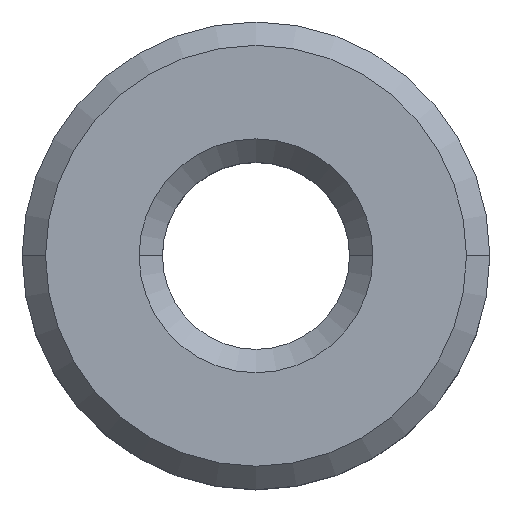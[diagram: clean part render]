
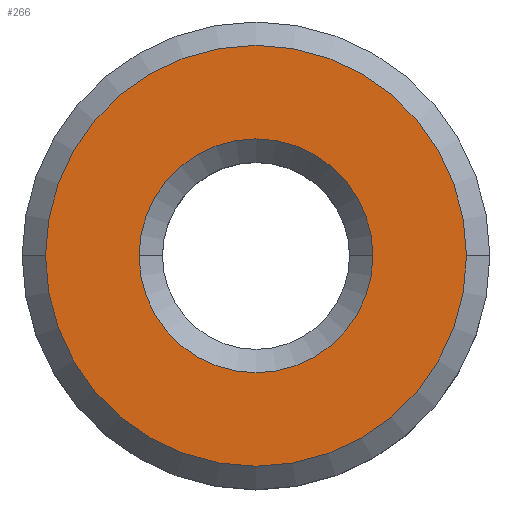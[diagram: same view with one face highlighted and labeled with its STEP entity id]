
A CAD part, top view. The second image highlights one B-rep face of the part: STEP entity #266.
In plain terms, the highlighted planar face has unit normal (0, 0, 1).
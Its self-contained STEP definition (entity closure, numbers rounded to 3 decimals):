
#12 = DIRECTION ( 'NONE',  ( 1., 0., 0. ) ) ;
#16 = AXIS2_PLACEMENT_3D ( 'NONE', #131, #156, #312 ) ;
#36 = VERTEX_POINT ( 'NONE', #284 ) ;
#38 = DIRECTION ( 'NONE',  ( 0., 0., 1. ) ) ;
#39 = DIRECTION ( 'NONE',  ( 1., 0., 0. ) ) ;
#44 = CARTESIAN_POINT ( 'NONE',  ( -28.196, 6.261, 10. ) ) ;
#59 = EDGE_CURVE ( 'NONE', #36, #286, #195, .T. ) ;
#68 = VERTEX_POINT ( 'NONE', #407 ) ;
#71 = CARTESIAN_POINT ( 'NONE',  ( -28.196, 6.261, 10. ) ) ;
#74 = DIRECTION ( 'NONE',  ( 1., 0., 0. ) ) ;
#80 = AXIS2_PLACEMENT_3D ( 'NONE', #44, #300, #12 ) ;
#88 = CARTESIAN_POINT ( 'NONE',  ( -19.196, 6.261, 10. ) ) ;
#115 = DIRECTION ( 'NONE',  ( 0., 0., -1. ) ) ;
#126 = AXIS2_PLACEMENT_3D ( 'NONE', #293, #220, #290 ) ;
#127 = ORIENTED_EDGE ( 'NONE', *, *, #363, .T. ) ;
#131 = CARTESIAN_POINT ( 'NONE',  ( -28.196, 6.261, 10. ) ) ;
#155 = ORIENTED_EDGE ( 'NONE', *, *, #326, .T. ) ;
#156 = DIRECTION ( 'NONE',  ( 0., 0., -1. ) ) ;
#174 = ORIENTED_EDGE ( 'NONE', *, *, #230, .T. ) ;
#195 = CIRCLE ( 'NONE', #16, 5. ) ;
#200 = CIRCLE ( 'NONE', #303, 5. ) ;
#215 = EDGE_LOOP ( 'NONE', ( #174, #270 ) ) ;
#220 = DIRECTION ( 'NONE',  ( 0., 0., 1. ) ) ;
#221 = FACE_OUTER_BOUND ( 'NONE', #242, .T. ) ;
#230 = EDGE_CURVE ( 'NONE', #286, #36, #200, .T. ) ;
#242 = EDGE_LOOP ( 'NONE', ( #127, #155 ) ) ;
#266 = ADVANCED_FACE ( 'NONE', ( #292, #221 ), #347, .T. ) ;
#270 = ORIENTED_EDGE ( 'NONE', *, *, #59, .T. ) ;
#284 = CARTESIAN_POINT ( 'NONE',  ( -33.196, 6.261, 10. ) ) ;
#286 = VERTEX_POINT ( 'NONE', #383 ) ;
#290 = DIRECTION ( 'NONE',  ( 1., 0., 0. ) ) ;
#292 = FACE_BOUND ( 'NONE', #215, .T. ) ;
#293 = CARTESIAN_POINT ( 'NONE',  ( -28.196, 6.261, 10. ) ) ;
#299 = AXIS2_PLACEMENT_3D ( 'NONE', #71, #38, #74 ) ;
#300 = DIRECTION ( 'NONE',  ( 0., 0., 1. ) ) ;
#303 = AXIS2_PLACEMENT_3D ( 'NONE', #385, #115, #39 ) ;
#312 = DIRECTION ( 'NONE',  ( 1., 0., 0. ) ) ;
#326 = EDGE_CURVE ( 'NONE', #329, #68, #395, .T. ) ;
#329 = VERTEX_POINT ( 'NONE', #88 ) ;
#332 = CIRCLE ( 'NONE', #126, 9. ) ;
#347 = PLANE ( 'NONE',  #299 ) ;
#363 = EDGE_CURVE ( 'NONE', #68, #329, #332, .T. ) ;
#383 = CARTESIAN_POINT ( 'NONE',  ( -23.196, 6.261, 10. ) ) ;
#385 = CARTESIAN_POINT ( 'NONE',  ( -28.196, 6.261, 10. ) ) ;
#395 = CIRCLE ( 'NONE', #80, 9. ) ;
#407 = CARTESIAN_POINT ( 'NONE',  ( -37.196, 6.261, 10. ) ) ;
